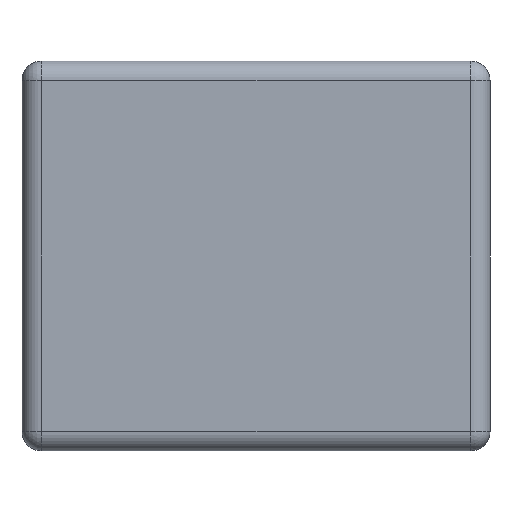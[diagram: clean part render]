
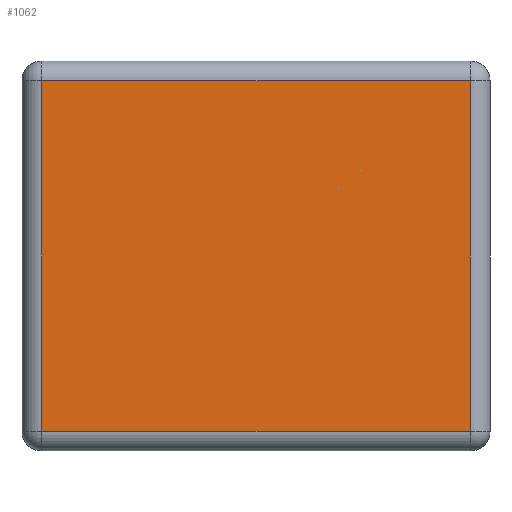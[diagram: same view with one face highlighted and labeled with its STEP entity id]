
A CAD part, left-side view. The second image highlights one B-rep face of the part: STEP entity #1062.
In plain terms, the highlighted planar face has unit normal (-1, 0, 0).
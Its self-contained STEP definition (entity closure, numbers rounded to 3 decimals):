
#23 = VECTOR ( 'NONE', #536, 1000. ) ;
#189 = EDGE_CURVE ( 'NONE', #1347, #504, #888, .T. ) ;
#216 = DIRECTION ( 'NONE',  ( 0., 1., 0. ) ) ;
#224 = CARTESIAN_POINT ( 'NONE',  ( -0.5, 0.025, -0.25 ) ) ;
#264 = DIRECTION ( 'NONE',  ( 0., -1., 0. ) ) ;
#297 = CARTESIAN_POINT ( 'NONE',  ( -0.5, 0.575, 0.225 ) ) ;
#329 = EDGE_CURVE ( 'NONE', #917, #909, #330, .T. ) ;
#330 = LINE ( 'NONE', #1281, #366 ) ;
#354 = LINE ( 'NONE', #645, #824 ) ;
#366 = VECTOR ( 'NONE', #264, 1000. ) ;
#423 = AXIS2_PLACEMENT_3D ( 'NONE', #867, #1196, #736 ) ;
#473 = CARTESIAN_POINT ( 'NONE',  ( -0.5, 0.025, 0.225 ) ) ;
#504 = VERTEX_POINT ( 'NONE', #297 ) ;
#536 = DIRECTION ( 'NONE',  ( 0., 0., 1. ) ) ;
#548 = ORIENTED_EDGE ( 'NONE', *, *, #189, .T. ) ;
#575 = ORIENTED_EDGE ( 'NONE', *, *, #618, .T. ) ;
#618 = EDGE_CURVE ( 'NONE', #504, #917, #354, .T. ) ;
#645 = CARTESIAN_POINT ( 'NONE',  ( -0.5, 0.575, -0.25 ) ) ;
#736 = DIRECTION ( 'NONE',  ( 0., 0., -1. ) ) ;
#824 = VECTOR ( 'NONE', #1167, 1000. ) ;
#867 = CARTESIAN_POINT ( 'NONE',  ( -0.5, 0.6, -0.25 ) ) ;
#888 = LINE ( 'NONE', #944, #908 ) ;
#908 = VECTOR ( 'NONE', #216, 1000. ) ;
#909 = VERTEX_POINT ( 'NONE', #1080 ) ;
#917 = VERTEX_POINT ( 'NONE', #1247 ) ;
#944 = CARTESIAN_POINT ( 'NONE',  ( -0.5, 0.6, 0.225 ) ) ;
#960 = FACE_OUTER_BOUND ( 'NONE', #1124, .T. ) ;
#984 = LINE ( 'NONE', #224, #23 ) ;
#1031 = ORIENTED_EDGE ( 'NONE', *, *, #1191, .T. ) ;
#1060 = ORIENTED_EDGE ( 'NONE', *, *, #329, .T. ) ;
#1062 = ADVANCED_FACE ( 'NONE', ( #960 ), #1149, .F. ) ;
#1080 = CARTESIAN_POINT ( 'NONE',  ( -0.5, 0.025, -0.225 ) ) ;
#1124 = EDGE_LOOP ( 'NONE', ( #575, #1060, #1031, #548 ) ) ;
#1149 = PLANE ( 'NONE',  #423 ) ;
#1167 = DIRECTION ( 'NONE',  ( 0., 0., -1. ) ) ;
#1191 = EDGE_CURVE ( 'NONE', #909, #1347, #984, .T. ) ;
#1196 = DIRECTION ( 'NONE',  ( 1., 0., 0. ) ) ;
#1247 = CARTESIAN_POINT ( 'NONE',  ( -0.5, 0.575, -0.225 ) ) ;
#1281 = CARTESIAN_POINT ( 'NONE',  ( -0.5, 0.6, -0.225 ) ) ;
#1347 = VERTEX_POINT ( 'NONE', #473 ) ;
